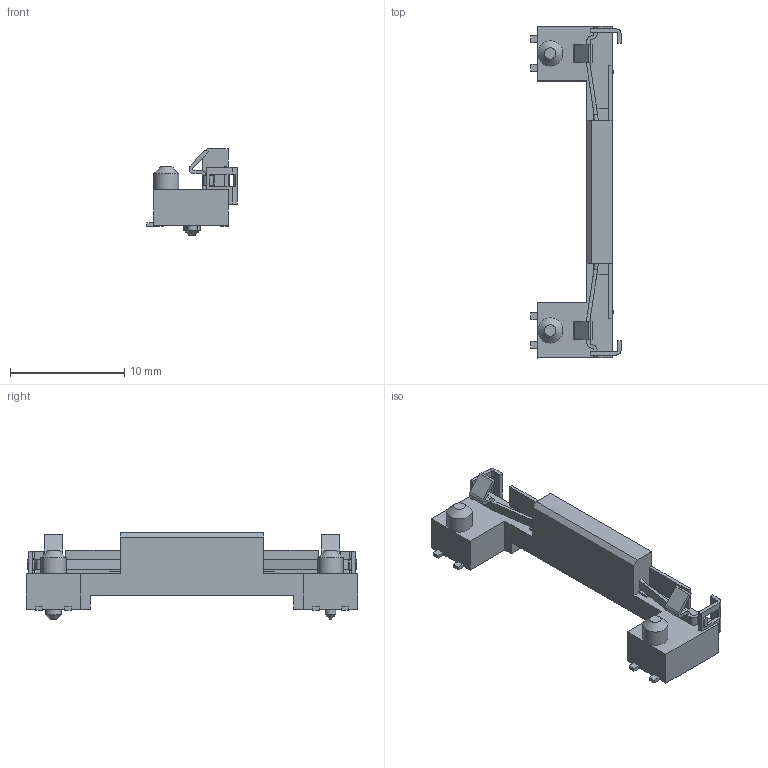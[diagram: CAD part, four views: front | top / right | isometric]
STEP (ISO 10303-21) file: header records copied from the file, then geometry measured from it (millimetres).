
FILE_DESCRIPTION(/* description */ (''),/* implementation_level */ '2;1');
FILE_NAME(/* name */ 'minipcie-lock v1.step',/* time_stamp */ '2021-06-01T16:01:07+02:00',/* author */ (''),/* organization */ (''),/* preprocessor_version */ 'ST-DEVELOPER v18.1',/* originating_system */ 'Autodesk Translation Framework v10.9.0.1377',/* authorisation */ '');
FILE_SCHEMA (('AUTOMOTIVE_DESIGN { 1 0 10303 214 3 1 1 }'));
Length unit declared in the file: millimetre
Products named in the file (5): minipcie-lock; Board; Open CASCADE STEP translator 6.8 1.1.1; Free-Models; K3D-MM60-EZH059-B5-R2_JAE_Connector_Division_Proprietary
Assembly tree (4 placements, depth 3):
  minipcie-lock
    Board
      Open CASCADE STEP translator 6.8 1.1.1
    Free-Models
      K3D-MM60-EZH059-B5-R2_JAE_Connector_Division_Proprietary
Bounding box: 7.9 x 29 x 7.6 mm (x, y, z)
Volume: 410.2 mm3; surface area: 692.9 mm2
Topology: 1 solids, 1 shells, 181 faces, 521 edges, 340 vertices
Faces by surface type: plane 131, cylinder 38, bspline 8, cone 4
Full cylindrical faces by diameter (mm): 0.9 x1, 1.4 x1, 2.2 x2
Entity records: 7453 total; most frequent: CARTESIAN_POINT 2394, ORIENTED_EDGE 1042, DIRECTION 975, EDGE_CURVE 521, LINE 409, VECTOR 409, VERTEX_POINT 340, AXIS2_PLACEMENT_3D 283
